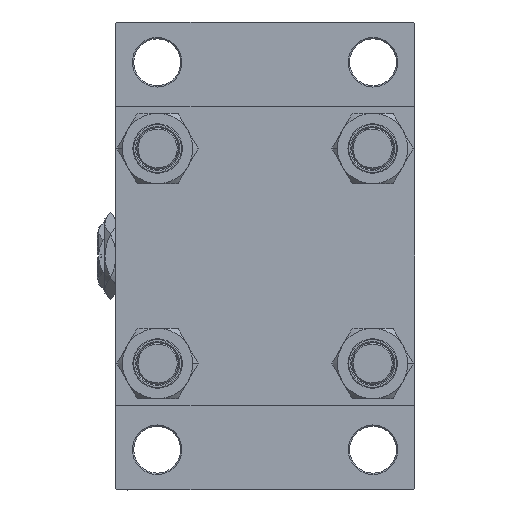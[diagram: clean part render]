
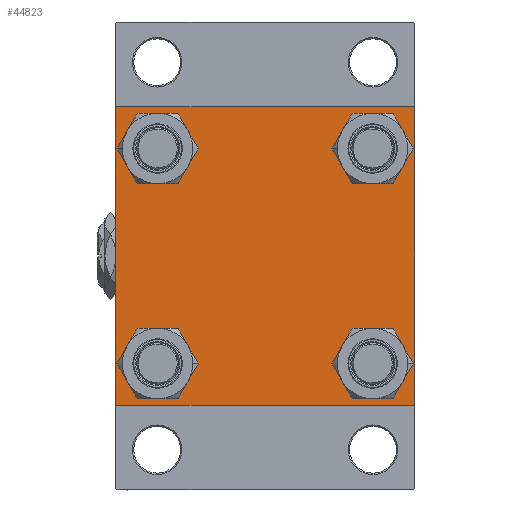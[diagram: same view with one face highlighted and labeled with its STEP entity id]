
A CAD part, left-side view. The second image highlights one B-rep face of the part: STEP entity #44823.
In plain terms, the highlighted planar face has unit normal (-1, 0, 0).
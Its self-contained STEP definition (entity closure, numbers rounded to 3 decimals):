
#708 = CARTESIAN_POINT ( 'NONE',  ( 0., -41.35, -41.35 ) ) ;
#1005 = AXIS2_PLACEMENT_3D ( 'NONE', #8856, #19802, #8352 ) ;
#1094 = CARTESIAN_POINT ( 'NONE',  ( 0., -57.25, 57.25 ) ) ;
#1262 = EDGE_CURVE ( 'NONE', #33093, #26833, #39141, .T. ) ;
#1274 = CARTESIAN_POINT ( 'NONE',  ( 0., 41.35, -32.85 ) ) ;
#1523 = ORIENTED_EDGE ( 'NONE', *, *, #2757, .T. ) ;
#1852 = VERTEX_POINT ( 'NONE', #14115 ) ;
#2205 = VERTEX_POINT ( 'NONE', #20926 ) ;
#2398 = EDGE_CURVE ( 'NONE', #36945, #13714, #44068, .T. ) ;
#2431 = VECTOR ( 'NONE', #33985, 1000. ) ;
#2516 = DIRECTION ( 'NONE',  ( 0., 0., 1. ) ) ;
#2563 = FACE_BOUND ( 'NONE', #27238, .T. ) ;
#2757 = EDGE_CURVE ( 'NONE', #21440, #1852, #10789, .T. ) ;
#2758 = ORIENTED_EDGE ( 'NONE', *, *, #32830, .T. ) ;
#3304 = DIRECTION ( 'NONE',  ( 0., -1., 0. ) ) ;
#4697 = DIRECTION ( 'NONE',  ( 0., 0., -1. ) ) ;
#5891 = ORIENTED_EDGE ( 'NONE', *, *, #24170, .T. ) ;
#6119 = CARTESIAN_POINT ( 'NONE',  ( 0., 0., 0. ) ) ;
#6794 = LINE ( 'NONE', #22305, #2431 ) ;
#6846 = CIRCLE ( 'NONE', #23888, 8.5 ) ;
#6952 = ORIENTED_EDGE ( 'NONE', *, *, #19577, .F. ) ;
#7018 = VERTEX_POINT ( 'NONE', #24719 ) ;
#7121 = LINE ( 'NONE', #38126, #29472 ) ;
#7148 = DIRECTION ( 'NONE',  ( 0., -0.707, 0.707 ) ) ;
#7978 = EDGE_LOOP ( 'NONE', ( #46233, #35696 ) ) ;
#8352 = DIRECTION ( 'NONE',  ( 0., 0., 1. ) ) ;
#8856 = CARTESIAN_POINT ( 'NONE',  ( 0., -41.35, -41.35 ) ) ;
#8881 = CARTESIAN_POINT ( 'NONE',  ( 0., -57., -57.5 ) ) ;
#9383 = CARTESIAN_POINT ( 'NONE',  ( 0., -41.35, -32.85 ) ) ;
#9748 = VECTOR ( 'NONE', #31600, 1000. ) ;
#10193 = FACE_BOUND ( 'NONE', #31317, .T. ) ;
#10422 = VERTEX_POINT ( 'NONE', #8881 ) ;
#10471 = EDGE_CURVE ( 'NONE', #1852, #21440, #12574, .T. ) ;
#10648 = CARTESIAN_POINT ( 'NONE',  ( 0., -57., 57.5 ) ) ;
#10789 = CIRCLE ( 'NONE', #17258, 8.5 ) ;
#11049 = CARTESIAN_POINT ( 'NONE',  ( 0., 41.35, 41.35 ) ) ;
#11799 = CARTESIAN_POINT ( 'NONE',  ( 0., 57.5, -57. ) ) ;
#12154 = DIRECTION ( 'NONE',  ( 0., 0., 1. ) ) ;
#12245 = ORIENTED_EDGE ( 'NONE', *, *, #10471, .T. ) ;
#12574 = CIRCLE ( 'NONE', #18300, 8.5 ) ;
#12589 = CARTESIAN_POINT ( 'NONE',  ( 0., 41.35, -41.35 ) ) ;
#12831 = LINE ( 'NONE', #28325, #49904 ) ;
#13294 = VECTOR ( 'NONE', #7148, 1000. ) ;
#13316 = ORIENTED_EDGE ( 'NONE', *, *, #2398, .T. ) ;
#13334 = LINE ( 'NONE', #44342, #37300 ) ;
#13634 = CARTESIAN_POINT ( 'NONE',  ( 0., 57.5, 57. ) ) ;
#13678 = AXIS2_PLACEMENT_3D ( 'NONE', #708, #28147, #12154 ) ;
#13714 = VERTEX_POINT ( 'NONE', #27485 ) ;
#14115 = CARTESIAN_POINT ( 'NONE',  ( 0., 41.35, 32.85 ) ) ;
#14455 = ORIENTED_EDGE ( 'NONE', *, *, #38439, .F. ) ;
#14887 = EDGE_CURVE ( 'NONE', #24601, #46377, #25303, .T. ) ;
#16005 = VECTOR ( 'NONE', #40553, 1000. ) ;
#16270 = VERTEX_POINT ( 'NONE', #10648 ) ;
#16365 = CARTESIAN_POINT ( 'NONE',  ( 0., 57., -57.5 ) ) ;
#17258 = AXIS2_PLACEMENT_3D ( 'NONE', #11049, #44147, #25330 ) ;
#17285 = AXIS2_PLACEMENT_3D ( 'NONE', #6119, #44491, #41194 ) ;
#17997 = VERTEX_POINT ( 'NONE', #1274 ) ;
#18015 = CARTESIAN_POINT ( 'NONE',  ( 0., 41.35, 41.35 ) ) ;
#18170 = ORIENTED_EDGE ( 'NONE', *, *, #24619, .T. ) ;
#18300 = AXIS2_PLACEMENT_3D ( 'NONE', #18015, #29436, #2516 ) ;
#18515 = CARTESIAN_POINT ( 'NONE',  ( 0., 41.35, 49.85 ) ) ;
#19577 = EDGE_CURVE ( 'NONE', #2205, #16270, #13334, .T. ) ;
#19802 = DIRECTION ( 'NONE',  ( 1., 0., 0. ) ) ;
#19924 = LINE ( 'NONE', #1094, #9748 ) ;
#20544 = DIRECTION ( 'NONE',  ( 1., 0., 0. ) ) ;
#20926 = CARTESIAN_POINT ( 'NONE',  ( 0., 57., 57.5 ) ) ;
#21103 = CIRCLE ( 'NONE', #42230, 8.5 ) ;
#21305 = DIRECTION ( 'NONE',  ( 1., 0., 0. ) ) ;
#21440 = VERTEX_POINT ( 'NONE', #18515 ) ;
#21907 = CARTESIAN_POINT ( 'NONE',  ( 0., -41.35, 41.35 ) ) ;
#22189 = AXIS2_PLACEMENT_3D ( 'NONE', #40112, #20544, #36051 ) ;
#22305 = CARTESIAN_POINT ( 'NONE',  ( 0., 57.5, 57.5 ) ) ;
#23393 = ORIENTED_EDGE ( 'NONE', *, *, #41247, .T. ) ;
#23404 = CIRCLE ( 'NONE', #13678, 8.5 ) ;
#23689 = ORIENTED_EDGE ( 'NONE', *, *, #44424, .T. ) ;
#23773 = DIRECTION ( 'NONE',  ( 0., -1., 0. ) ) ;
#23888 = AXIS2_PLACEMENT_3D ( 'NONE', #21907, #29505, #37914 ) ;
#24007 = EDGE_CURVE ( 'NONE', #28229, #24601, #6794, .T. ) ;
#24170 = EDGE_CURVE ( 'NONE', #46434, #17997, #21103, .T. ) ;
#24601 = VERTEX_POINT ( 'NONE', #11799 ) ;
#24619 = EDGE_CURVE ( 'NONE', #7018, #16270, #19924, .T. ) ;
#24719 = CARTESIAN_POINT ( 'NONE',  ( 0., -57.5, 57. ) ) ;
#25303 = LINE ( 'NONE', #36740, #16005 ) ;
#25330 = DIRECTION ( 'NONE',  ( 0., 0., 1. ) ) ;
#25692 = FACE_BOUND ( 'NONE', #7978, .T. ) ;
#26013 = ORIENTED_EDGE ( 'NONE', *, *, #47284, .T. ) ;
#26147 = EDGE_LOOP ( 'NONE', ( #13316, #26013 ) ) ;
#26458 = LINE ( 'NONE', #34325, #13294 ) ;
#26833 = VERTEX_POINT ( 'NONE', #39703 ) ;
#27238 = EDGE_LOOP ( 'NONE', ( #1523, #12245 ) ) ;
#27485 = CARTESIAN_POINT ( 'NONE',  ( 0., -41.35, 32.85 ) ) ;
#27914 = ORIENTED_EDGE ( 'NONE', *, *, #31480, .T. ) ;
#28087 = DIRECTION ( 'NONE',  ( 1., 0., 0. ) ) ;
#28147 = DIRECTION ( 'NONE',  ( 1., 0., 0. ) ) ;
#28229 = VERTEX_POINT ( 'NONE', #13634 ) ;
#28325 = CARTESIAN_POINT ( 'NONE',  ( 0., -57.5, 57.5 ) ) ;
#28472 = PLANE ( 'NONE',  #17285 ) ;
#28807 = CARTESIAN_POINT ( 'NONE',  ( 0., 41.35, -49.85 ) ) ;
#28923 = DIRECTION ( 'NONE',  ( 0., 0., 1. ) ) ;
#29114 = CARTESIAN_POINT ( 'NONE',  ( 0., -57.5, -57. ) ) ;
#29436 = DIRECTION ( 'NONE',  ( 1., 0., 0. ) ) ;
#29472 = VECTOR ( 'NONE', #3304, 1000. ) ;
#29505 = DIRECTION ( 'NONE',  ( 1., 0., 0. ) ) ;
#31317 = EDGE_LOOP ( 'NONE', ( #23393, #5891 ) ) ;
#31480 = EDGE_CURVE ( 'NONE', #2205, #28229, #37256, .T. ) ;
#31600 = DIRECTION ( 'NONE',  ( 0., 0.707, 0.707 ) ) ;
#32830 = EDGE_CURVE ( 'NONE', #10422, #46200, #26458, .T. ) ;
#33093 = VERTEX_POINT ( 'NONE', #9383 ) ;
#33985 = DIRECTION ( 'NONE',  ( 0., 0., -1. ) ) ;
#34325 = CARTESIAN_POINT ( 'NONE',  ( 0., -57.25, -57.25 ) ) ;
#34344 = VECTOR ( 'NONE', #41315, 1000. ) ;
#35696 = ORIENTED_EDGE ( 'NONE', *, *, #43624, .T. ) ;
#36051 = DIRECTION ( 'NONE',  ( 0., 0., 1. ) ) ;
#36310 = CARTESIAN_POINT ( 'NONE',  ( 0., 41.35, -41.35 ) ) ;
#36740 = CARTESIAN_POINT ( 'NONE',  ( 0., 57.25, -57.25 ) ) ;
#36945 = VERTEX_POINT ( 'NONE', #42160 ) ;
#37256 = LINE ( 'NONE', #43863, #34344 ) ;
#37300 = VECTOR ( 'NONE', #23773, 1000. ) ;
#37914 = DIRECTION ( 'NONE',  ( 0., 0., 1. ) ) ;
#38126 = CARTESIAN_POINT ( 'NONE',  ( 0., 57.5, -57.5 ) ) ;
#38439 = EDGE_CURVE ( 'NONE', #7018, #46200, #12831, .T. ) ;
#39141 = CIRCLE ( 'NONE', #1005, 8.5 ) ;
#39538 = DIRECTION ( 'NONE',  ( 0., 0., 1. ) ) ;
#39703 = CARTESIAN_POINT ( 'NONE',  ( 0., -41.35, -49.85 ) ) ;
#40112 = CARTESIAN_POINT ( 'NONE',  ( 0., -41.35, 41.35 ) ) ;
#40553 = DIRECTION ( 'NONE',  ( 0., -0.707, -0.707 ) ) ;
#41194 = DIRECTION ( 'NONE',  ( 0., 0., 1. ) ) ;
#41247 = EDGE_CURVE ( 'NONE', #17997, #46434, #43508, .T. ) ;
#41315 = DIRECTION ( 'NONE',  ( 0., 0.707, -0.707 ) ) ;
#42160 = CARTESIAN_POINT ( 'NONE',  ( 0., -41.35, 49.85 ) ) ;
#42230 = AXIS2_PLACEMENT_3D ( 'NONE', #12589, #28087, #39538 ) ;
#43508 = CIRCLE ( 'NONE', #46777, 8.5 ) ;
#43624 = EDGE_CURVE ( 'NONE', #26833, #33093, #23404, .T. ) ;
#43863 = CARTESIAN_POINT ( 'NONE',  ( 0., 57.25, 57.25 ) ) ;
#44068 = CIRCLE ( 'NONE', #22189, 8.5 ) ;
#44147 = DIRECTION ( 'NONE',  ( 1., 0., 0. ) ) ;
#44342 = CARTESIAN_POINT ( 'NONE',  ( 0., 57.5, 57.5 ) ) ;
#44424 = EDGE_CURVE ( 'NONE', #46377, #10422, #7121, .T. ) ;
#44491 = DIRECTION ( 'NONE',  ( -1., 0., 0. ) ) ;
#44823 = ADVANCED_FACE ( 'NONE', ( #48044, #25692, #10193, #2563, #48564 ), #28472, .T. ) ;
#46200 = VERTEX_POINT ( 'NONE', #29114 ) ;
#46233 = ORIENTED_EDGE ( 'NONE', *, *, #1262, .T. ) ;
#46356 = ORIENTED_EDGE ( 'NONE', *, *, #24007, .T. ) ;
#46377 = VERTEX_POINT ( 'NONE', #16365 ) ;
#46434 = VERTEX_POINT ( 'NONE', #28807 ) ;
#46777 = AXIS2_PLACEMENT_3D ( 'NONE', #36310, #21305, #28923 ) ;
#47141 = ORIENTED_EDGE ( 'NONE', *, *, #14887, .T. ) ;
#47284 = EDGE_CURVE ( 'NONE', #13714, #36945, #6846, .T. ) ;
#48044 = FACE_BOUND ( 'NONE', #26147, .T. ) ;
#48564 = FACE_OUTER_BOUND ( 'NONE', #50118, .T. ) ;
#49904 = VECTOR ( 'NONE', #4697, 1000. ) ;
#50118 = EDGE_LOOP ( 'NONE', ( #46356, #47141, #23689, #2758, #14455, #18170, #6952, #27914 ) ) ;
